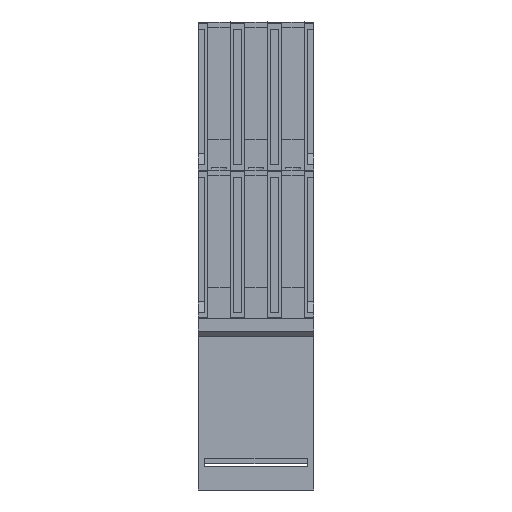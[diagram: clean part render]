
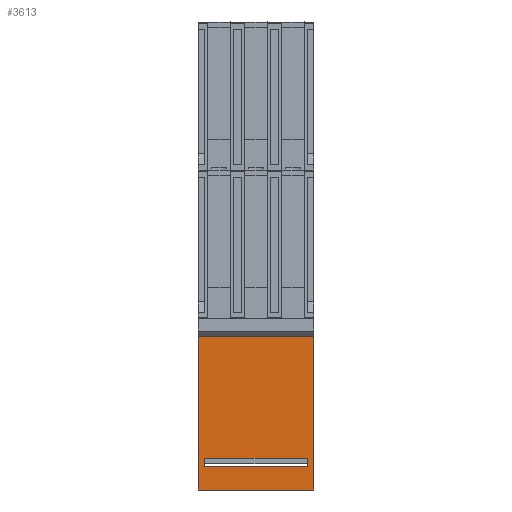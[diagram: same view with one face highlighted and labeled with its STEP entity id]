
A CAD part, front view. The second image highlights one B-rep face of the part: STEP entity #3613.
In plain terms, the highlighted planar face has unit normal (0, -1, 0).
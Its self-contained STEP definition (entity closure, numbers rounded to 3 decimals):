
#3613=ADVANCED_FACE('NONE',(#7371,#7372),#7373,.T.);
#7371=FACE_OUTER_BOUND('',#17169,.T.);
#7372=FACE_BOUND('',#17170,.T.);
#7373=PLANE('',#17171);
#17169=EDGE_LOOP('',(#28552,#28553,#28554,#28555,#28556,#28557));
#17170=EDGE_LOOP('',(#28558,#28559,#28560,#28561));
#17171=AXIS2_PLACEMENT_3D('',#28562,#28563,#28564);
#28552=ORIENTED_EDGE('',*,*,#32825,.T.);
#28553=ORIENTED_EDGE('',*,*,#33402,.T.);
#28554=ORIENTED_EDGE('',*,*,#33506,.F.);
#28555=ORIENTED_EDGE('',*,*,#33507,.F.);
#28556=ORIENTED_EDGE('',*,*,#33503,.T.);
#28557=ORIENTED_EDGE('',*,*,#33395,.T.);
#28558=ORIENTED_EDGE('',*,*,#33267,.T.);
#28559=ORIENTED_EDGE('',*,*,#33406,.T.);
#28560=ORIENTED_EDGE('',*,*,#33326,.T.);
#28561=ORIENTED_EDGE('',*,*,#33404,.T.);
#28562=CARTESIAN_POINT('',(0.0,13.89,29.9));
#28563=DIRECTION('',(0.0,-1.0,0.0));
#28564=DIRECTION('',(0.0,0.0,1.0));
#32825=EDGE_CURVE('NONE',#39465,#39463,#39466,.T.);
#33267=EDGE_CURVE('NONE',#40056,#40054,#40057,.T.);
#33326=EDGE_CURVE('NONE',#40134,#40132,#40135,.T.);
#33395=EDGE_CURVE('NONE',#40218,#39465,#40219,.T.);
#33402=EDGE_CURVE('NONE',#39463,#40226,#40228,.T.);
#33404=EDGE_CURVE('NONE',#40132,#40056,#40230,.T.);
#33406=EDGE_CURVE('NONE',#40054,#40134,#40232,.T.);
#33503=EDGE_CURVE('NONE',#40368,#40218,#40369,.T.);
#33506=EDGE_CURVE('NONE',#40372,#40226,#40373,.T.);
#33507=EDGE_CURVE('NONE',#40368,#40372,#40374,.T.);
#39463=VERTEX_POINT('NONE',#53534);
#39465=VERTEX_POINT('NONE',#53537);
#39466=LINE('',#53538,#53539);
#40054=VERTEX_POINT('NONE',#54400);
#40056=VERTEX_POINT('NONE',#54403);
#40057=LINE('',#54404,#54405);
#40132=VERTEX_POINT('NONE',#54509);
#40134=VERTEX_POINT('NONE',#54512);
#40135=LINE('',#54513,#54514);
#40218=VERTEX_POINT('NONE',#54629);
#40219=LINE('',#54630,#54631);
#40226=VERTEX_POINT('NONE',#54642);
#40228=LINE('',#54645,#54646);
#40230=LINE('',#54648,#54649);
#40232=LINE('',#54651,#54652);
#40368=VERTEX_POINT('NONE',#54850);
#40369=LINE('',#54851,#54852);
#40372=VERTEX_POINT('NONE',#54856);
#40373=LINE('',#54857,#54858);
#40374=LINE('',#54859,#54860);
#53534=CARTESIAN_POINT('',(22.48,13.89,29.9));
#53537=CARTESIAN_POINT('',(22.5,13.89,29.9));
#53538=CARTESIAN_POINT('',(22.49,13.89,29.9));
#53539=VECTOR('',#58713,1000.0);
#54400=CARTESIAN_POINT('',(1.253,13.89,6.2));
#54403=CARTESIAN_POINT('',(1.253,13.89,4.5));
#54404=CARTESIAN_POINT('',(1.253,13.89,4.5));
#54405=VECTOR('',#59108,1000.0);
#54509=CARTESIAN_POINT('',(21.253,13.89,4.5));
#54512=CARTESIAN_POINT('',(21.253,13.89,6.2));
#54513=CARTESIAN_POINT('',(21.253,13.89,6.2));
#54514=VECTOR('',#59175,1000.0);
#54629=CARTESIAN_POINT('',(22.5,13.89,0.));
#54630=CARTESIAN_POINT('',(22.5,13.89,29.9));
#54631=VECTOR('',#59256,1000.0);
#54642=CARTESIAN_POINT('',(0.02,13.89,29.9));
#54645=CARTESIAN_POINT('',(0.0,13.89,29.9));
#54646=VECTOR('',#59262,1000.0);
#54648=CARTESIAN_POINT('',(0.0,13.89,4.5));
#54649=VECTOR('',#59263,1000.0);
#54651=CARTESIAN_POINT('',(0.0,13.89,6.2));
#54652=VECTOR('',#59264,1000.0);
#54850=CARTESIAN_POINT('',(0.0,13.89,0.));
#54851=CARTESIAN_POINT('',(0.0,13.89,0.));
#54852=VECTOR('',#59339,1000.0);
#54856=CARTESIAN_POINT('',(0.0,13.89,29.9));
#54857=CARTESIAN_POINT('',(0.01,13.89,29.9));
#54858=VECTOR('',#59341,1000.0);
#54859=CARTESIAN_POINT('',(0.,13.89,85.695));
#54860=VECTOR('',#59342,1000.0);
#58713=DIRECTION('',(-1.0,0.0,0.0));
#59108=DIRECTION('',(0.0,0.0,1.0));
#59175=DIRECTION('',(0.0,0.0,-1.0));
#59256=DIRECTION('',(0.0,0.0,1.0));
#59262=DIRECTION('',(-1.0,-0.0,0.0));
#59263=DIRECTION('',(-1.0,-0.0,0.0));
#59264=DIRECTION('',(1.0,0.0,0.0));
#59339=DIRECTION('',(1.0,0.0,0.0));
#59341=DIRECTION('',(1.0,0.0,-0.0));
#59342=DIRECTION('',(0.0,0.0,1.0));
